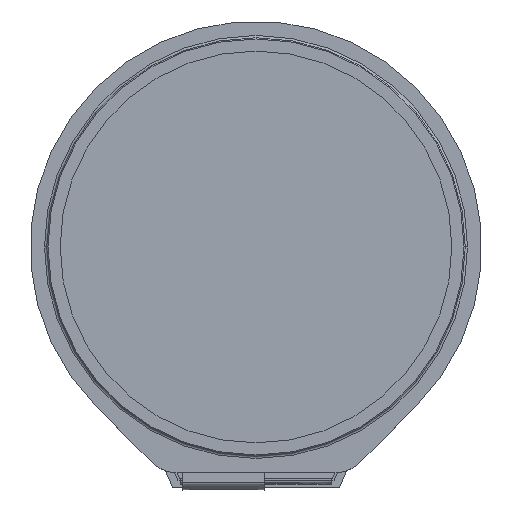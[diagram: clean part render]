
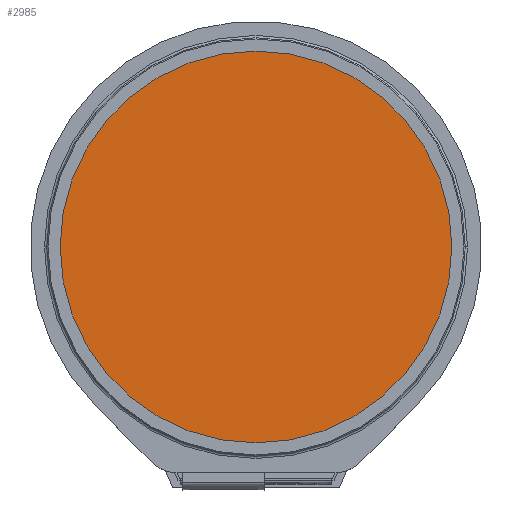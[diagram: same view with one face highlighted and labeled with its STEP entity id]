
A CAD part, top view. The second image highlights one B-rep face of the part: STEP entity #2985.
In plain terms, the highlighted planar face has unit normal (0, 0, 1).
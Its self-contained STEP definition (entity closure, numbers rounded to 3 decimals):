
#1668=CARTESIAN_POINT('',(0.,0.,2.));
#1669=DIRECTION('',(0.,0.,1.));
#1670=DIRECTION('',(-1.,0.,0.));
#1671=AXIS2_PLACEMENT_3D('',#1668,#1669,#1670);
#1743=CARTESIAN_POINT('',(0.,0.,2.));
#1744=DIRECTION('',(0.,0.,1.));
#1745=DIRECTION('',(1.,0.,0.));
#1746=AXIS2_PLACEMENT_3D('',#1743,#1744,#1745);
#2844=CARTESIAN_POINT('',(-16.7,0.,2.));
#2845=CARTESIAN_POINT('',(16.7,0.,2.));
#2846=VERTEX_POINT('',#2844);
#2847=VERTEX_POINT('',#2845);
#2976=CARTESIAN_POINT('',(0.,0.,2.));
#2977=DIRECTION('',(0.,0.,1.));
#2978=DIRECTION('',(1.,0.,0.));
#2979=AXIS2_PLACEMENT_3D('',#2976,#2977,#2978);
#2980=PLANE('',#2979);
#2981=ORIENTED_EDGE('',*,*,#2902,.F.);
#2982=ORIENTED_EDGE('',*,*,#2967,.F.);
#2983=EDGE_LOOP('',(#2981,#2982));
#2984=FACE_OUTER_BOUND('',#2983,.F.);
#2985=ADVANCED_FACE('',(#2984),#2980,.T.);
#1672=CIRCLE('',#1671,16.7);
#1747=CIRCLE('',#1746,16.7);
#2902=EDGE_CURVE('',#2846,#2847,#1672,.T.);
#2967=EDGE_CURVE('',#2847,#2846,#1747,.T.);
